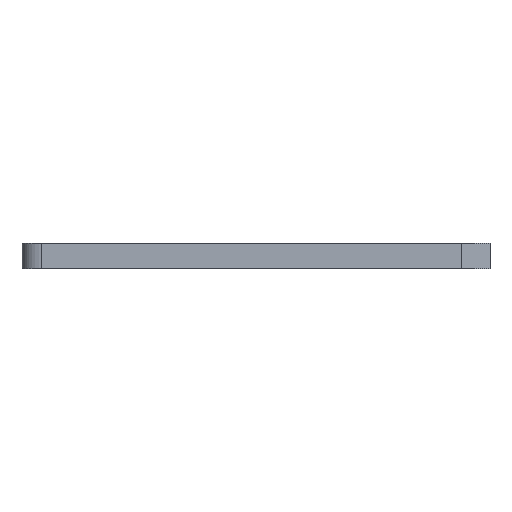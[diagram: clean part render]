
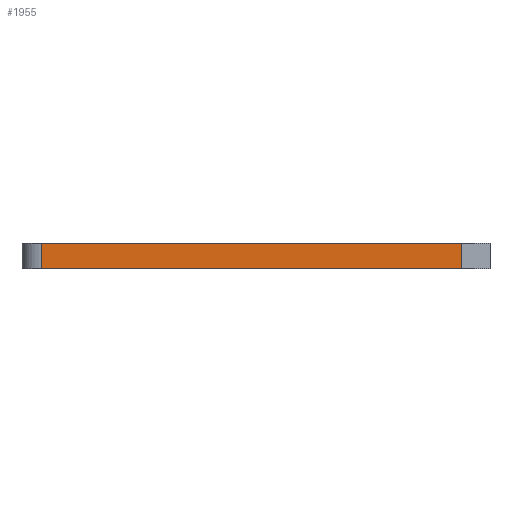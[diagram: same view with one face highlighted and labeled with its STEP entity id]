
A CAD part, left-side view. The second image highlights one B-rep face of the part: STEP entity #1955.
In plain terms, the highlighted planar face has unit normal (-1, 0, 0).
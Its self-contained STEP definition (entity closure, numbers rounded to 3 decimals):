
#83 = PLANE('',#84);
#84 = AXIS2_PLACEMENT_3D('',#85,#86,#87);
#85 = CARTESIAN_POINT('',(148.452,-104.699,1.6));
#86 = DIRECTION('',(-0.,-0.,-1.));
#87 = DIRECTION('',(-1.,0.,0.));
#137 = PLANE('',#138);
#138 = AXIS2_PLACEMENT_3D('',#139,#140,#141);
#139 = CARTESIAN_POINT('',(148.452,-104.699,0.));
#140 = DIRECTION('',(-0.,-0.,-1.));
#141 = DIRECTION('',(-1.,0.,0.));
#358 = VERTEX_POINT('',#359);
#359 = CARTESIAN_POINT('',(140.881,-118.085,0.));
#373 = PLANE('',#374);
#374 = AXIS2_PLACEMENT_3D('',#375,#376,#377);
#375 = CARTESIAN_POINT('',(141.643,-118.085,0.));
#376 = DIRECTION('',(0.,-1.,0.));
#377 = DIRECTION('',(-1.,0.,0.));
#385 = EDGE_CURVE('',#358,#386,#388,.T.);
#386 = VERTEX_POINT('',#387);
#387 = CARTESIAN_POINT('',(140.881,-91.415,0.));
#388 = SURFACE_CURVE('',#389,(#393,#400),.PCURVE_S1.);
#389 = LINE('',#390,#391);
#390 = CARTESIAN_POINT('',(140.881,-118.085,0.));
#391 = VECTOR('',#392,1.);
#392 = DIRECTION('',(0.,1.,0.));
#393 = PCURVE('',#137,#394);
#394 = DEFINITIONAL_REPRESENTATION('',(#395),#399);
#395 = LINE('',#396,#397);
#396 = CARTESIAN_POINT('',(7.571,-13.386));
#397 = VECTOR('',#398,1.);
#398 = DIRECTION('',(0.,1.));
#399 = ( GEOMETRIC_REPRESENTATION_CONTEXT(2) 
PARAMETRIC_REPRESENTATION_CONTEXT() REPRESENTATION_CONTEXT('2D SPACE',''
  ) );
#400 = PCURVE('',#401,#406);
#401 = PLANE('',#402);
#402 = AXIS2_PLACEMENT_3D('',#403,#404,#405);
#403 = CARTESIAN_POINT('',(140.881,-118.085,0.));
#404 = DIRECTION('',(-1.,0.,0.));
#405 = DIRECTION('',(0.,1.,0.));
#406 = DEFINITIONAL_REPRESENTATION('',(#407),#411);
#407 = LINE('',#408,#409);
#408 = CARTESIAN_POINT('',(0.,0.));
#409 = VECTOR('',#410,1.);
#410 = DIRECTION('',(1.,0.));
#411 = ( GEOMETRIC_REPRESENTATION_CONTEXT(2) 
PARAMETRIC_REPRESENTATION_CONTEXT() REPRESENTATION_CONTEXT('2D SPACE',''
  ) );
#434 = CYLINDRICAL_SURFACE('',#435,1.27);
#435 = AXIS2_PLACEMENT_3D('',#436,#437,#438);
#436 = CARTESIAN_POINT('',(142.151,-91.415,0.));
#437 = DIRECTION('',(-0.,-0.,-1.));
#438 = DIRECTION('',(1.,0.,-0.));
#1141 = VERTEX_POINT('',#1142);
#1142 = CARTESIAN_POINT('',(140.881,-118.085,1.6));
#1163 = EDGE_CURVE('',#1141,#1164,#1166,.T.);
#1164 = VERTEX_POINT('',#1165);
#1165 = CARTESIAN_POINT('',(140.881,-91.415,1.6));
#1166 = SURFACE_CURVE('',#1167,(#1171,#1178),.PCURVE_S1.);
#1167 = LINE('',#1168,#1169);
#1168 = CARTESIAN_POINT('',(140.881,-118.085,1.6));
#1169 = VECTOR('',#1170,1.);
#1170 = DIRECTION('',(0.,1.,0.));
#1171 = PCURVE('',#83,#1172);
#1172 = DEFINITIONAL_REPRESENTATION('',(#1173),#1177);
#1173 = LINE('',#1174,#1175);
#1174 = CARTESIAN_POINT('',(7.571,-13.386));
#1175 = VECTOR('',#1176,1.);
#1176 = DIRECTION('',(0.,1.));
#1177 = ( GEOMETRIC_REPRESENTATION_CONTEXT(2) 
PARAMETRIC_REPRESENTATION_CONTEXT() REPRESENTATION_CONTEXT('2D SPACE',''
  ) );
#1178 = PCURVE('',#401,#1179);
#1179 = DEFINITIONAL_REPRESENTATION('',(#1180),#1184);
#1180 = LINE('',#1181,#1182);
#1181 = CARTESIAN_POINT('',(0.,-1.6));
#1182 = VECTOR('',#1183,1.);
#1183 = DIRECTION('',(1.,0.));
#1184 = ( GEOMETRIC_REPRESENTATION_CONTEXT(2) 
PARAMETRIC_REPRESENTATION_CONTEXT() REPRESENTATION_CONTEXT('2D SPACE',''
  ) );
#1907 = EDGE_CURVE('',#358,#1141,#1908,.T.);
#1908 = SURFACE_CURVE('',#1909,(#1913,#1920),.PCURVE_S1.);
#1909 = LINE('',#1910,#1911);
#1910 = CARTESIAN_POINT('',(140.881,-118.085,0.));
#1911 = VECTOR('',#1912,1.);
#1912 = DIRECTION('',(0.,0.,1.));
#1913 = PCURVE('',#373,#1914);
#1914 = DEFINITIONAL_REPRESENTATION('',(#1915),#1919);
#1915 = LINE('',#1916,#1917);
#1916 = CARTESIAN_POINT('',(0.762,0.));
#1917 = VECTOR('',#1918,1.);
#1918 = DIRECTION('',(0.,-1.));
#1919 = ( GEOMETRIC_REPRESENTATION_CONTEXT(2) 
PARAMETRIC_REPRESENTATION_CONTEXT() REPRESENTATION_CONTEXT('2D SPACE',''
  ) );
#1920 = PCURVE('',#401,#1921);
#1921 = DEFINITIONAL_REPRESENTATION('',(#1922),#1926);
#1922 = LINE('',#1923,#1924);
#1923 = CARTESIAN_POINT('',(0.,0.));
#1924 = VECTOR('',#1925,1.);
#1925 = DIRECTION('',(0.,-1.));
#1926 = ( GEOMETRIC_REPRESENTATION_CONTEXT(2) 
PARAMETRIC_REPRESENTATION_CONTEXT() REPRESENTATION_CONTEXT('2D SPACE',''
  ) );
#1934 = EDGE_CURVE('',#386,#1164,#1935,.T.);
#1935 = SURFACE_CURVE('',#1936,(#1940,#1947),.PCURVE_S1.);
#1936 = LINE('',#1937,#1938);
#1937 = CARTESIAN_POINT('',(140.881,-91.415,0.));
#1938 = VECTOR('',#1939,1.);
#1939 = DIRECTION('',(0.,0.,1.));
#1940 = PCURVE('',#434,#1941);
#1941 = DEFINITIONAL_REPRESENTATION('',(#1942),#1946);
#1942 = LINE('',#1943,#1944);
#1943 = CARTESIAN_POINT('',(-3.141,0.));
#1944 = VECTOR('',#1945,1.);
#1945 = DIRECTION('',(-0.,-1.));
#1946 = ( GEOMETRIC_REPRESENTATION_CONTEXT(2) 
PARAMETRIC_REPRESENTATION_CONTEXT() REPRESENTATION_CONTEXT('2D SPACE',''
  ) );
#1947 = PCURVE('',#401,#1948);
#1948 = DEFINITIONAL_REPRESENTATION('',(#1949),#1953);
#1949 = LINE('',#1950,#1951);
#1950 = CARTESIAN_POINT('',(26.67,0.));
#1951 = VECTOR('',#1952,1.);
#1952 = DIRECTION('',(0.,-1.));
#1953 = ( GEOMETRIC_REPRESENTATION_CONTEXT(2) 
PARAMETRIC_REPRESENTATION_CONTEXT() REPRESENTATION_CONTEXT('2D SPACE',''
  ) );
#1955 = ADVANCED_FACE('',(#1956),#401,.T.);
#1956 = FACE_BOUND('',#1957,.T.);
#1957 = EDGE_LOOP('',(#1958,#1959,#1960,#1961));
#1958 = ORIENTED_EDGE('',*,*,#1907,.T.);
#1959 = ORIENTED_EDGE('',*,*,#1163,.T.);
#1960 = ORIENTED_EDGE('',*,*,#1934,.F.);
#1961 = ORIENTED_EDGE('',*,*,#385,.F.);
